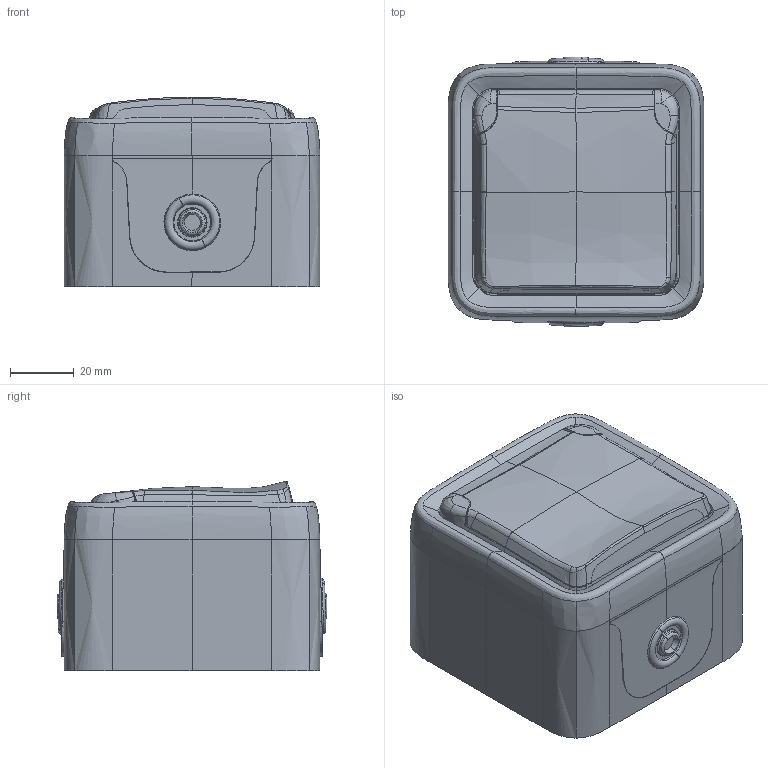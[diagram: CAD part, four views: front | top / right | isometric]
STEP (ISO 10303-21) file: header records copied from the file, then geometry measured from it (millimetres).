
FILE_DESCRIPTION(('CATIA V5 STEP Exchange','CAx-IF Rec.Pracs.--- Model Styling and Organization---1.4--- 2014-01-23'),'2;1');
FILE_NAME('069720 _AllCATPart.stp','2021-01-12T15:43:05+00:00',('none'),('none'),'CATIA Version 5-6 Release 2017 SP3','CATIA V5 STEP AP214','none');
FILE_SCHEMA(('AUTOMOTIVE_DESIGN { 1 0 10303 214 1 1 1 1 }'));
Products named in the file (1): 069720 _AllCATPart
Bounding box: 80 x 84.38 x 59.23 mm (x, y, z)
Surface area: 55021.5 mm2 (no closed solid volume)
Topology: 0 solids, 21 shells, 285 faces, 952 edges, 686 vertices
Faces by surface type: bspline 184, plane 35, cone 30, extrusion 28, torus 8
Entity records: 42462 total; most frequent: CARTESIAN_POINT 36558, ORIENTED_EDGE 1371, EDGE_CURVE 952, B_SPLINE_CURVE_WITH_KNOTS 736, VERTEX_POINT 686, DIRECTION 370, EDGE_LOOP 295, ADVANCED_FACE 285
